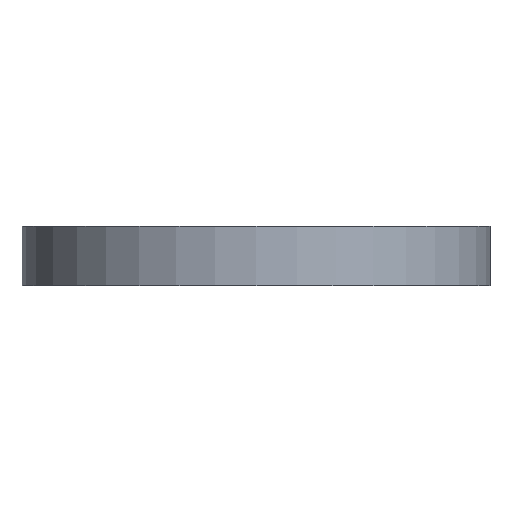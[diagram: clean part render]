
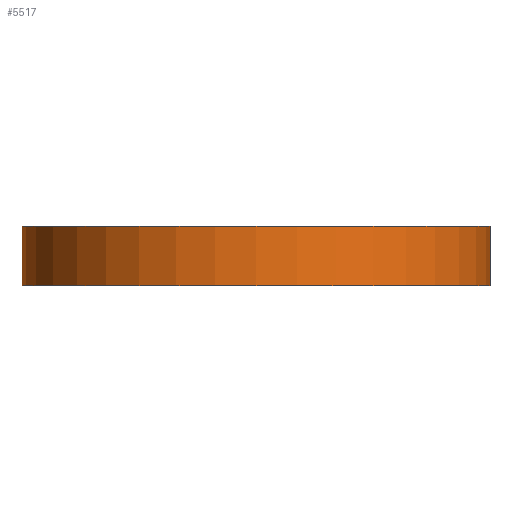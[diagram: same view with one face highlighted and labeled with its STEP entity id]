
A CAD part, left-side view. The second image highlights one B-rep face of the part: STEP entity #5517.
In plain terms, the highlighted cylindrical face has radius 50.127 mm (diameter 100.255 mm), a partial arc.
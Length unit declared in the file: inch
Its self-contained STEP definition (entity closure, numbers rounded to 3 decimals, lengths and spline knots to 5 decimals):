
#144 = CARTESIAN_POINT ( 'NONE',  ( -3.1, 1.97352, 0.25 ) ) ;
#477 = DIRECTION ( 'NONE',  ( 0., 0., 1. ) ) ;
#584 = AXIS2_PLACEMENT_3D ( 'NONE', #5961, #8163, #10419 ) ;
#613 = VERTEX_POINT ( 'NONE', #144 ) ;
#1228 = CARTESIAN_POINT ( 'NONE',  ( -3.1, -1.97352, 0.25 ) ) ;
#1435 = LINE ( 'NONE', #1477, #6428 ) ;
#1477 = CARTESIAN_POINT ( 'NONE',  ( -3.1, 1.97352, -0.25 ) ) ;
#2085 = CARTESIAN_POINT ( 'NONE',  ( -3.1, -1.97352, -0.25 ) ) ;
#2089 = AXIS2_PLACEMENT_3D ( 'NONE', #4285, #14171, #10900 ) ;
#2665 = EDGE_LOOP ( 'NONE', ( #12629, #11554, #3874, #5778 ) ) ;
#2695 = CIRCLE ( 'NONE', #13329, 1.97352 ) ;
#2714 = DIRECTION ( 'NONE',  ( 0., 0., 1. ) ) ;
#2890 = FACE_OUTER_BOUND ( 'NONE', #2665, .T. ) ;
#3177 = EDGE_CURVE ( 'NONE', #13794, #11503, #10254, .T. ) ;
#3874 = ORIENTED_EDGE ( 'NONE', *, *, #7683, .F. ) ;
#3971 = LINE ( 'NONE', #9100, #9622 ) ;
#4087 = EDGE_CURVE ( 'NONE', #613, #7525, #2695, .T. ) ;
#4285 = CARTESIAN_POINT ( 'NONE',  ( -3.1, 0., -0.25 ) ) ;
#5517 = ADVANCED_FACE ( 'NONE', ( #2890 ), #9943, .T. ) ;
#5778 = ORIENTED_EDGE ( 'NONE', *, *, #3177, .T. ) ;
#5961 = CARTESIAN_POINT ( 'NONE',  ( -3.1, 0., -0.25 ) ) ;
#6428 = VECTOR ( 'NONE', #7873, 39.37008 ) ;
#7525 = VERTEX_POINT ( 'NONE', #1228 ) ;
#7683 = EDGE_CURVE ( 'NONE', #13794, #613, #1435, .T. ) ;
#7873 = DIRECTION ( 'NONE',  ( 0., 0., 1. ) ) ;
#8163 = DIRECTION ( 'NONE',  ( 0., 0., 1. ) ) ;
#8231 = DIRECTION ( 'NONE',  ( 1., 0., 0. ) ) ;
#9100 = CARTESIAN_POINT ( 'NONE',  ( -3.1, -1.97352, -0.25 ) ) ;
#9622 = VECTOR ( 'NONE', #477, 39.37008 ) ;
#9943 = CYLINDRICAL_SURFACE ( 'NONE', #584, 1.97352 ) ;
#10145 = EDGE_CURVE ( 'NONE', #11503, #7525, #3971, .T. ) ;
#10254 = CIRCLE ( 'NONE', #2089, 1.97352 ) ;
#10419 = DIRECTION ( 'NONE',  ( 1., 0., 0. ) ) ;
#10900 = DIRECTION ( 'NONE',  ( 1., 0., 0. ) ) ;
#11503 = VERTEX_POINT ( 'NONE', #2085 ) ;
#11554 = ORIENTED_EDGE ( 'NONE', *, *, #4087, .F. ) ;
#12629 = ORIENTED_EDGE ( 'NONE', *, *, #10145, .T. ) ;
#12961 = CARTESIAN_POINT ( 'NONE',  ( -3.1, 1.97352, -0.25 ) ) ;
#13329 = AXIS2_PLACEMENT_3D ( 'NONE', #13605, #2714, #8231 ) ;
#13605 = CARTESIAN_POINT ( 'NONE',  ( -3.1, 0., 0.25 ) ) ;
#13794 = VERTEX_POINT ( 'NONE', #12961 ) ;
#14171 = DIRECTION ( 'NONE',  ( 0., 0., 1. ) ) ;
